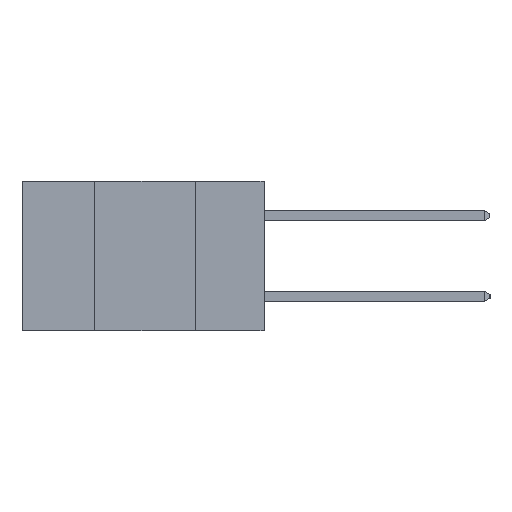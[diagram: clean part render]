
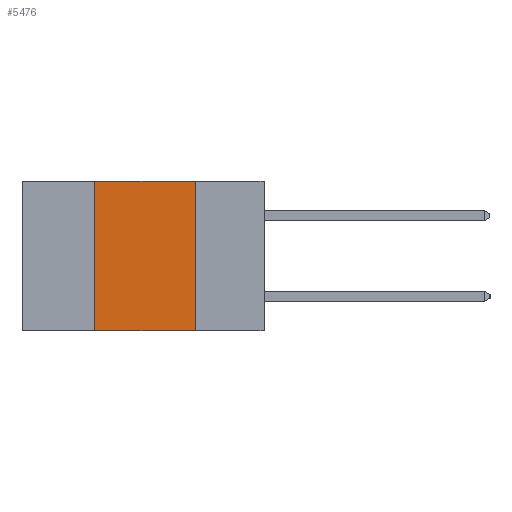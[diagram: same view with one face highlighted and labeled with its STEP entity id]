
A CAD part, left-side view. The second image highlights one B-rep face of the part: STEP entity #5476.
In plain terms, the highlighted planar face has unit normal (-1, 0, 0).
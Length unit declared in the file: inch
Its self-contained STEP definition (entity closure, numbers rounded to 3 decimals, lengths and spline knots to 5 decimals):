
#39 = CARTESIAN_POINT ( 'NONE',  ( 0., 0.17, -0.37 ) ) ;
#245 = DIRECTION ( 'NONE',  ( 0., 0., -1. ) ) ;
#255 = DIRECTION ( 'NONE',  ( 0., 0., -1. ) ) ;
#331 = DIRECTION ( 'NONE',  ( 1., 0., 0. ) ) ;
#363 = CARTESIAN_POINT ( 'NONE',  ( 0., 0.6, 0. ) ) ;
#431 = PLANE ( 'NONE',  #719 ) ;
#719 = AXIS2_PLACEMENT_3D ( 'NONE', #363, #331, #255 ) ;
#1029 = EDGE_LOOP ( 'NONE', ( #5042, #12411, #6731, #10209 ) ) ;
#2039 = CARTESIAN_POINT ( 'NONE',  ( 0., 0.17, 0. ) ) ;
#2930 = VECTOR ( 'NONE', #6862, 39.37008 ) ;
#3391 = VERTEX_POINT ( 'NONE', #4232 ) ;
#3831 = DIRECTION ( 'NONE',  ( 0., -1., 0. ) ) ;
#3849 = CARTESIAN_POINT ( 'NONE',  ( 0., 0.6, -0.37 ) ) ;
#4157 = CARTESIAN_POINT ( 'NONE',  ( 0., 0.42, -0.37 ) ) ;
#4232 = CARTESIAN_POINT ( 'NONE',  ( 0., 0.42, 0. ) ) ;
#4616 = VERTEX_POINT ( 'NONE', #7275 ) ;
#4908 = EDGE_CURVE ( 'NONE', #14710, #4616, #8562, .T. ) ;
#5042 = ORIENTED_EDGE ( 'NONE', *, *, #4908, .F. ) ;
#5476 = ADVANCED_FACE ( 'NONE', ( #10134 ), #431, .F. ) ;
#6283 = EDGE_CURVE ( 'NONE', #11597, #3391, #12245, .T. ) ;
#6731 = ORIENTED_EDGE ( 'NONE', *, *, #6283, .F. ) ;
#6862 = DIRECTION ( 'NONE',  ( 0., 0., 1. ) ) ;
#6876 = CARTESIAN_POINT ( 'NONE',  ( 0., 0.42, -0.37 ) ) ;
#7275 = CARTESIAN_POINT ( 'NONE',  ( 0., 0.17, -0.37 ) ) ;
#7314 = EDGE_CURVE ( 'NONE', #3391, #14710, #14155, .T. ) ;
#7510 = CARTESIAN_POINT ( 'NONE',  ( 0., 0.6, 0. ) ) ;
#7711 = LINE ( 'NONE', #3849, #10748 ) ;
#7782 = DIRECTION ( 'NONE',  ( 0., -1., 0. ) ) ;
#8562 = LINE ( 'NONE', #39, #11221 ) ;
#9063 = EDGE_CURVE ( 'NONE', #11597, #4616, #7711, .T. ) ;
#10134 = FACE_OUTER_BOUND ( 'NONE', #1029, .T. ) ;
#10209 = ORIENTED_EDGE ( 'NONE', *, *, #9063, .T. ) ;
#10748 = VECTOR ( 'NONE', #3831, 39.37008 ) ;
#10805 = VECTOR ( 'NONE', #7782, 39.37008 ) ;
#11221 = VECTOR ( 'NONE', #245, 39.37008 ) ;
#11597 = VERTEX_POINT ( 'NONE', #4157 ) ;
#12245 = LINE ( 'NONE', #6876, #2930 ) ;
#12411 = ORIENTED_EDGE ( 'NONE', *, *, #7314, .F. ) ;
#14155 = LINE ( 'NONE', #7510, #10805 ) ;
#14710 = VERTEX_POINT ( 'NONE', #2039 ) ;
